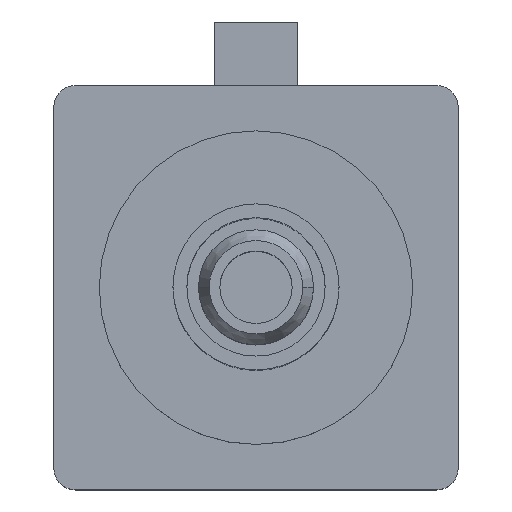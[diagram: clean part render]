
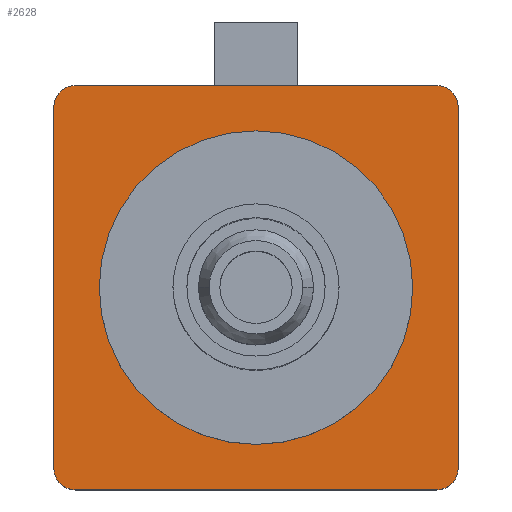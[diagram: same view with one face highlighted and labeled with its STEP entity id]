
A CAD part, top view. The second image highlights one B-rep face of the part: STEP entity #2628.
In plain terms, the highlighted planar face has unit normal (0, 0, 1).
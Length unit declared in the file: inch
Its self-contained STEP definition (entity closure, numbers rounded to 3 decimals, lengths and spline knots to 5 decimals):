
#15 = EDGE_CURVE ( 'NONE', #411, #1860, #1135, .T. ) ;
#32 = EDGE_LOOP ( 'NONE', ( #2050, #1542, #2702, #425, #617, #2505, #2623, #94 ) ) ;
#48 = DIRECTION ( 'NONE',  ( -1., 0., 0. ) ) ;
#57 = CARTESIAN_POINT ( 'NONE',  ( -0.16701, -0.18701, 0. ) ) ;
#81 = VECTOR ( 'NONE', #2674, 39.37008 ) ;
#94 = ORIENTED_EDGE ( 'NONE', *, *, #2726, .T. ) ;
#175 = CIRCLE ( 'NONE', #2173, 0.02 ) ;
#216 = CIRCLE ( 'NONE', #823, 0.145 ) ;
#289 = EDGE_CURVE ( 'NONE', #1860, #1865, #2760, .T. ) ;
#293 = VERTEX_POINT ( 'NONE', #1940 ) ;
#374 = PLANE ( 'NONE',  #2753 ) ;
#386 = CARTESIAN_POINT ( 'NONE',  ( -0.18701, -0.16701, 0. ) ) ;
#390 = CARTESIAN_POINT ( 'NONE',  ( -0.145, 0., 0. ) ) ;
#411 = VERTEX_POINT ( 'NONE', #1067 ) ;
#425 = ORIENTED_EDGE ( 'NONE', *, *, #1473, .T. ) ;
#556 = AXIS2_PLACEMENT_3D ( 'NONE', #2122, #1882, #2146 ) ;
#591 = VECTOR ( 'NONE', #979, 39.37008 ) ;
#609 = VERTEX_POINT ( 'NONE', #1375 ) ;
#617 = ORIENTED_EDGE ( 'NONE', *, *, #2268, .T. ) ;
#643 = CARTESIAN_POINT ( 'NONE',  ( -0.18701, -0.18701, 0. ) ) ;
#648 = FACE_BOUND ( 'NONE', #955, .T. ) ;
#776 = VERTEX_POINT ( 'NONE', #2348 ) ;
#783 = DIRECTION ( 'NONE',  ( -1., 0., 0. ) ) ;
#791 = ORIENTED_EDGE ( 'NONE', *, *, #2314, .F. ) ;
#823 = AXIS2_PLACEMENT_3D ( 'NONE', #1391, #2238, #1175 ) ;
#855 = EDGE_CURVE ( 'NONE', #293, #2033, #1750, .T. ) ;
#945 = CARTESIAN_POINT ( 'NONE',  ( 0.18701, 0.16701, 0. ) ) ;
#954 = CARTESIAN_POINT ( 'NONE',  ( -0.18701, -0.18701, 0. ) ) ;
#955 = EDGE_LOOP ( 'NONE', ( #791, #2367 ) ) ;
#979 = DIRECTION ( 'NONE',  ( -1., 0., 0. ) ) ;
#1067 = CARTESIAN_POINT ( 'NONE',  ( 0.18701, -0.16701, 0. ) ) ;
#1071 = EDGE_CURVE ( 'NONE', #2571, #1389, #1627, .T. ) ;
#1109 = VECTOR ( 'NONE', #1177, 39.37008 ) ;
#1135 = LINE ( 'NONE', #1150, #1109 ) ;
#1150 = CARTESIAN_POINT ( 'NONE',  ( 0.18701, -0.18701, 0. ) ) ;
#1175 = DIRECTION ( 'NONE',  ( -1., 0., 0. ) ) ;
#1177 = DIRECTION ( 'NONE',  ( 0., 1., 0. ) ) ;
#1182 = AXIS2_PLACEMENT_3D ( 'NONE', #1850, #1619, #783 ) ;
#1198 = DIRECTION ( 'NONE',  ( 0., 0., 1. ) ) ;
#1255 = DIRECTION ( 'NONE',  ( 0., 0., -1. ) ) ;
#1256 = DIRECTION ( 'NONE',  ( 0., 0., 1. ) ) ;
#1307 = FACE_OUTER_BOUND ( 'NONE', #32, .T. ) ;
#1367 = VECTOR ( 'NONE', #1573, 39.37008 ) ;
#1369 = CARTESIAN_POINT ( 'NONE',  ( 0.16701, -0.16701, 0. ) ) ;
#1375 = CARTESIAN_POINT ( 'NONE',  ( -0.16701, 0.18701, 0. ) ) ;
#1389 = VERTEX_POINT ( 'NONE', #57 ) ;
#1391 = CARTESIAN_POINT ( 'NONE',  ( 0., 0., 0. ) ) ;
#1420 = CARTESIAN_POINT ( 'NONE',  ( -0.16701, 0.16701, 0. ) ) ;
#1451 = AXIS2_PLACEMENT_3D ( 'NONE', #1420, #1198, #2044 ) ;
#1473 = EDGE_CURVE ( 'NONE', #609, #776, #2611, .T. ) ;
#1519 = DIRECTION ( 'NONE',  ( -1., 0., 0. ) ) ;
#1542 = ORIENTED_EDGE ( 'NONE', *, *, #289, .T. ) ;
#1557 = VERTEX_POINT ( 'NONE', #1640 ) ;
#1573 = DIRECTION ( 'NONE',  ( 1., 0., 0. ) ) ;
#1619 = DIRECTION ( 'NONE',  ( 0., 0., 1. ) ) ;
#1627 = CIRCLE ( 'NONE', #1182, 0.02 ) ;
#1634 = LINE ( 'NONE', #954, #81 ) ;
#1640 = CARTESIAN_POINT ( 'NONE',  ( 0.16701, -0.18701, 0. ) ) ;
#1645 = LINE ( 'NONE', #2682, #591 ) ;
#1750 = CIRCLE ( 'NONE', #2609, 0.145 ) ;
#1776 = EDGE_CURVE ( 'NONE', #1389, #1557, #2185, .T. ) ;
#1790 = CARTESIAN_POINT ( 'NONE',  ( 0.16701, 0.18701, 0. ) ) ;
#1850 = CARTESIAN_POINT ( 'NONE',  ( -0.16701, -0.16701, 0. ) ) ;
#1860 = VERTEX_POINT ( 'NONE', #945 ) ;
#1865 = VERTEX_POINT ( 'NONE', #1790 ) ;
#1882 = DIRECTION ( 'NONE',  ( 0., 0., 1. ) ) ;
#1940 = CARTESIAN_POINT ( 'NONE',  ( 0.145, 0., 0. ) ) ;
#1990 = DIRECTION ( 'NONE',  ( 0., 0., 1. ) ) ;
#2033 = VERTEX_POINT ( 'NONE', #390 ) ;
#2044 = DIRECTION ( 'NONE',  ( -1., 0., 0. ) ) ;
#2050 = ORIENTED_EDGE ( 'NONE', *, *, #15, .T. ) ;
#2100 = DIRECTION ( 'NONE',  ( -1., 0., 0. ) ) ;
#2122 = CARTESIAN_POINT ( 'NONE',  ( 0.16701, 0.16701, 0. ) ) ;
#2146 = DIRECTION ( 'NONE',  ( -1., 0., 0. ) ) ;
#2173 = AXIS2_PLACEMENT_3D ( 'NONE', #1369, #1990, #48 ) ;
#2185 = LINE ( 'NONE', #643, #1367 ) ;
#2238 = DIRECTION ( 'NONE',  ( 0., 0., 1. ) ) ;
#2268 = EDGE_CURVE ( 'NONE', #776, #2571, #1634, .T. ) ;
#2314 = EDGE_CURVE ( 'NONE', #2033, #293, #216, .T. ) ;
#2348 = CARTESIAN_POINT ( 'NONE',  ( -0.18701, 0.16701, 0. ) ) ;
#2367 = ORIENTED_EDGE ( 'NONE', *, *, #855, .F. ) ;
#2373 = CARTESIAN_POINT ( 'NONE',  ( 0., 0., 0. ) ) ;
#2472 = EDGE_CURVE ( 'NONE', #1865, #609, #1645, .T. ) ;
#2505 = ORIENTED_EDGE ( 'NONE', *, *, #1071, .T. ) ;
#2571 = VERTEX_POINT ( 'NONE', #386 ) ;
#2581 = CARTESIAN_POINT ( 'NONE',  ( 0., 0., 0. ) ) ;
#2609 = AXIS2_PLACEMENT_3D ( 'NONE', #2581, #1256, #1519 ) ;
#2611 = CIRCLE ( 'NONE', #1451, 0.02 ) ;
#2623 = ORIENTED_EDGE ( 'NONE', *, *, #1776, .T. ) ;
#2628 = ADVANCED_FACE ( 'NONE', ( #1307, #648 ), #374, .F. ) ;
#2674 = DIRECTION ( 'NONE',  ( 0., -1., 0. ) ) ;
#2682 = CARTESIAN_POINT ( 'NONE',  ( -0.18701, 0.18701, 0. ) ) ;
#2702 = ORIENTED_EDGE ( 'NONE', *, *, #2472, .T. ) ;
#2726 = EDGE_CURVE ( 'NONE', #1557, #411, #175, .T. ) ;
#2753 = AXIS2_PLACEMENT_3D ( 'NONE', #2373, #1255, #2100 ) ;
#2760 = CIRCLE ( 'NONE', #556, 0.02 ) ;
